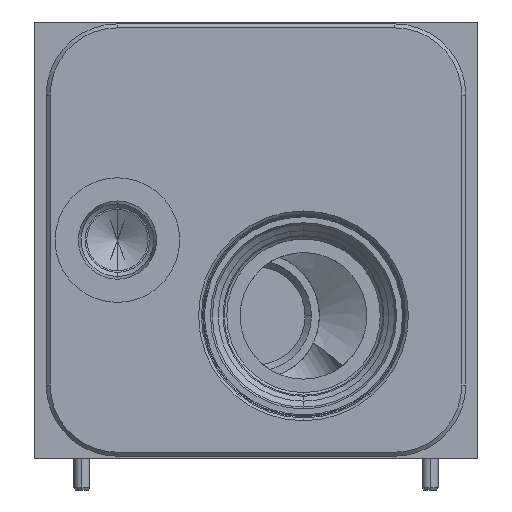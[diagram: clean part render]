
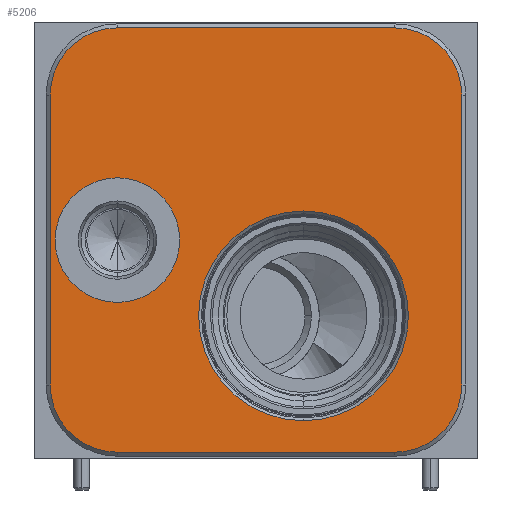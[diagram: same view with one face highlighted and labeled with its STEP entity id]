
A CAD part, left-side view. The second image highlights one B-rep face of the part: STEP entity #5206.
In plain terms, the highlighted planar face has unit normal (-1, 0, 0).
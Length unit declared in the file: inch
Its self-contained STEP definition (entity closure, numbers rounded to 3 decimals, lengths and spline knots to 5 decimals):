
#671=CARTESIAN_POINT('',(0.,-2.844,2.868));
#672=DIRECTION('',(1.,0.,0.));
#673=DIRECTION('',(0.,0.,1.));
#674=AXIS2_PLACEMENT_3D('',#671,#672,#673);
#685=CARTESIAN_POINT('',(0.,-2.125,1.125));
#686=DIRECTION('',(1.,0.,0.));
#687=DIRECTION('',(0.,0.,-1.));
#688=AXIS2_PLACEMENT_3D('',#685,#686,#687);
#690=CARTESIAN_POINT('',(0.,-2.125,1.125));
#691=DIRECTION('',(1.,0.,0.));
#692=DIRECTION('',(0.,0.,1.));
#693=AXIS2_PLACEMENT_3D('',#690,#691,#692);
#695=CARTESIAN_POINT('',(0.,-0.656,1.723));
#696=DIRECTION('',(1.,0.,0.));
#697=DIRECTION('',(0.,0.,-1.));
#698=AXIS2_PLACEMENT_3D('',#695,#696,#697);
#700=CARTESIAN_POINT('',(0.,-0.656,1.723));
#701=DIRECTION('',(1.,0.,0.));
#702=DIRECTION('',(0.,0.,1.));
#703=AXIS2_PLACEMENT_3D('',#700,#701,#702);
#4298=DIRECTION('',(0.,0.,-1.));
#4299=VECTOR('',#4298,2.289);
#4300=CARTESIAN_POINT('',(0.,-3.375,2.868));
#4301=LINE('',#4300,#4299);
#4318=CARTESIAN_POINT('',(0.,-2.844,0.579));
#4319=DIRECTION('',(1.,0.,0.));
#4320=DIRECTION('',(0.,-1.,0.));
#4321=AXIS2_PLACEMENT_3D('',#4318,#4319,#4320);
#4336=DIRECTION('',(0.,1.,0.));
#4337=VECTOR('',#4336,2.188);
#4338=CARTESIAN_POINT('',(0.,-2.844,0.048));
#4339=LINE('',#4338,#4337);
#4352=CARTESIAN_POINT('',(0.,-0.656,0.579));
#4353=DIRECTION('',(1.,0.,0.));
#4354=DIRECTION('',(0.,0.,-1.));
#4355=AXIS2_PLACEMENT_3D('',#4352,#4353,#4354);
#4366=DIRECTION('',(0.,0.,1.));
#4367=VECTOR('',#4366,2.289);
#4368=CARTESIAN_POINT('',(0.,-0.125,0.579));
#4369=LINE('',#4368,#4367);
#4386=CARTESIAN_POINT('',(0.,-0.656,2.868));
#4387=DIRECTION('',(1.,0.,0.));
#4388=DIRECTION('',(0.,1.,0.));
#4389=AXIS2_PLACEMENT_3D('',#4386,#4387,#4388);
#4400=DIRECTION('',(0.,-1.,0.));
#4401=VECTOR('',#4400,2.188);
#4402=CARTESIAN_POINT('',(0.,-0.656,3.399));
#4403=LINE('',#4402,#4401);
#4648=CARTESIAN_POINT('',(0.,-2.125,0.297));
#4649=CARTESIAN_POINT('',(0.,-2.125,1.953));
#4650=VERTEX_POINT('',#4648);
#4651=VERTEX_POINT('',#4649);
#4692=CARTESIAN_POINT('',(0.,-0.656,1.231));
#4694=VERTEX_POINT('',#4692);
#4696=CARTESIAN_POINT('',(0.,-0.656,2.215));
#4698=VERTEX_POINT('',#4696);
#4750=CARTESIAN_POINT('',(0.,-2.844,0.048));
#4751=CARTESIAN_POINT('',(0.,-0.656,0.048));
#4752=VERTEX_POINT('',#4750);
#4753=VERTEX_POINT('',#4751);
#4758=CARTESIAN_POINT('',(0.,-0.125,0.579));
#4759=VERTEX_POINT('',#4758);
#4762=CARTESIAN_POINT('',(0.,-0.125,2.868));
#4763=VERTEX_POINT('',#4762);
#4766=CARTESIAN_POINT('',(0.,-0.656,3.399));
#4767=VERTEX_POINT('',#4766);
#4770=CARTESIAN_POINT('',(0.,-2.844,3.399));
#4771=VERTEX_POINT('',#4770);
#4774=CARTESIAN_POINT('',(0.,-3.375,2.868));
#4775=VERTEX_POINT('',#4774);
#4778=CARTESIAN_POINT('',(0.,-3.375,0.579));
#4779=VERTEX_POINT('',#4778);
#5172=CARTESIAN_POINT('',(0.,0.,0.));
#5173=DIRECTION('',(-1.,0.,0.));
#5174=DIRECTION('',(0.,-1.,0.));
#5175=AXIS2_PLACEMENT_3D('',#5172,#5173,#5174);
#5176=PLANE('',#5175);
#5177=ORIENTED_EDGE('',*,*,#5162,.T.);
#5179=ORIENTED_EDGE('',*,*,#5178,.T.);
#5181=ORIENTED_EDGE('',*,*,#5180,.T.);
#5183=ORIENTED_EDGE('',*,*,#5182,.T.);
#5185=ORIENTED_EDGE('',*,*,#5184,.T.);
#5187=ORIENTED_EDGE('',*,*,#5186,.T.);
#5189=ORIENTED_EDGE('',*,*,#5188,.T.);
#5191=ORIENTED_EDGE('',*,*,#5190,.T.);
#5192=EDGE_LOOP('',(#5177,#5179,#5181,#5183,#5185,#5187,#5189,#5191));
#5193=FACE_OUTER_BOUND('',#5192,.F.);
#5195=ORIENTED_EDGE('',*,*,#5194,.F.);
#5197=ORIENTED_EDGE('',*,*,#5196,.F.);
#5198=EDGE_LOOP('',(#5195,#5197));
#5199=FACE_BOUND('',#5198,.F.);
#5201=ORIENTED_EDGE('',*,*,#5200,.F.);
#5203=ORIENTED_EDGE('',*,*,#5202,.F.);
#5204=EDGE_LOOP('',(#5201,#5203));
#5205=FACE_BOUND('',#5204,.F.);
#5206=ADVANCED_FACE('',(#5193,#5199,#5205),#5176,.T.);
#675=CIRCLE('',#674,0.531);
#689=CIRCLE('',#688,0.828);
#694=CIRCLE('',#693,0.828);
#699=CIRCLE('',#698,0.492);
#704=CIRCLE('',#703,0.492);
#4322=CIRCLE('',#4321,0.531);
#4356=CIRCLE('',#4355,0.531);
#4390=CIRCLE('',#4389,0.531);
#5162=EDGE_CURVE('',#4771,#4775,#675,.T.);
#5178=EDGE_CURVE('',#4775,#4779,#4301,.T.);
#5180=EDGE_CURVE('',#4779,#4752,#4322,.T.);
#5182=EDGE_CURVE('',#4752,#4753,#4339,.T.);
#5184=EDGE_CURVE('',#4753,#4759,#4356,.T.);
#5186=EDGE_CURVE('',#4759,#4763,#4369,.T.);
#5188=EDGE_CURVE('',#4763,#4767,#4390,.T.);
#5190=EDGE_CURVE('',#4767,#4771,#4403,.T.);
#5194=EDGE_CURVE('',#4694,#4698,#699,.T.);
#5196=EDGE_CURVE('',#4698,#4694,#704,.T.);
#5200=EDGE_CURVE('',#4650,#4651,#689,.T.);
#5202=EDGE_CURVE('',#4651,#4650,#694,.T.);
